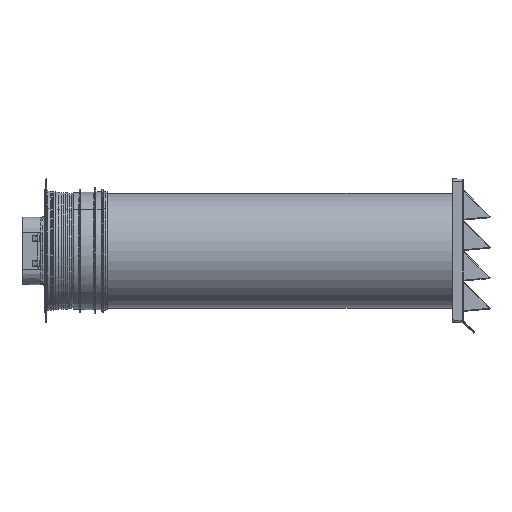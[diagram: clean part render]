
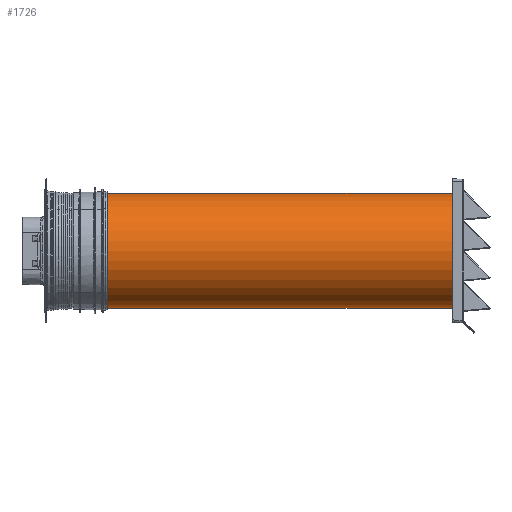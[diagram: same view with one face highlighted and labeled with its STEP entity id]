
A CAD part, front view. The second image highlights one B-rep face of the part: STEP entity #1726.
In plain terms, the highlighted cylindrical face has radius 75.8 mm (diameter 151.6 mm), a partial arc.
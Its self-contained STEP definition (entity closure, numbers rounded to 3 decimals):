
#1726=ADVANCED_FACE('',(#4453),#4454,.T.);
#4453=FACE_OUTER_BOUND('',#15817,.T.);
#4454=CYLINDRICAL_SURFACE('',#15818,75.8);
#15817=EDGE_LOOP('',(#27828,#27829,#27830,#27831));
#15818=AXIS2_PLACEMENT_3D('',#27832,#27833,#27834);
#27828=ORIENTED_EDGE('',*,*,#31232,.T.);
#27829=ORIENTED_EDGE('',*,*,#31238,.T.);
#27830=ORIENTED_EDGE('',*,*,#31234,.T.);
#27831=ORIENTED_EDGE('',*,*,#31237,.T.);
#27832=CARTESIAN_POINT('',(105.0,80.0,0.0));
#27833=DIRECTION('',(0.0,0.0,1.0));
#27834=DIRECTION('',(1.0,0.0,0.0));
#31232=EDGE_CURVE('',#36712,#36713,#36714,.T.);
#31234=EDGE_CURVE('',#36717,#36715,#36718,.T.);
#31237=EDGE_CURVE('',#36715,#36712,#36721,.T.);
#31238=EDGE_CURVE('',#36713,#36717,#36722,.T.);
#36712=VERTEX_POINT('',#52223);
#36713=VERTEX_POINT('',#52224);
#36714=LINE('',#52225,#52226);
#36715=VERTEX_POINT('',#52227);
#36717=VERTEX_POINT('',#52229);
#36718=LINE('',#52230,#52231);
#36721=CIRCLE('',#52234,75.8);
#36722=CIRCLE('',#52235,75.8);
#52223=CARTESIAN_POINT('',(180.8,80.0,-350.0));
#52224=CARTESIAN_POINT('',(180.8,80.0,150.0));
#52225=CARTESIAN_POINT('',(180.8,80.0,0.0));
#52226=VECTOR('',#56679,1.0);
#52227=CARTESIAN_POINT('',(29.2,80.0,-350.0));
#52229=CARTESIAN_POINT('',(29.2,80.0,150.0));
#52230=CARTESIAN_POINT('',(29.2,80.0,0.0));
#52231=VECTOR('',#56683,1.0);
#52234=AXIS2_PLACEMENT_3D('',#56690,#56691,#56692);
#52235=AXIS2_PLACEMENT_3D('',#56693,#56694,#56695);
#56679=DIRECTION('',(0.0,0.0,1.0));
#56683=DIRECTION('',(-0.0,-0.0,-1.0));
#56690=CARTESIAN_POINT('',(105.0,80.0,-350.0));
#56691=DIRECTION('',(0.0,0.0,1.0));
#56692=DIRECTION('',(1.0,0.0,0.0));
#56693=CARTESIAN_POINT('',(105.0,80.0,150.0));
#56694=DIRECTION('',(0.0,0.0,-1.0));
#56695=DIRECTION('',(1.0,0.0,0.0));
